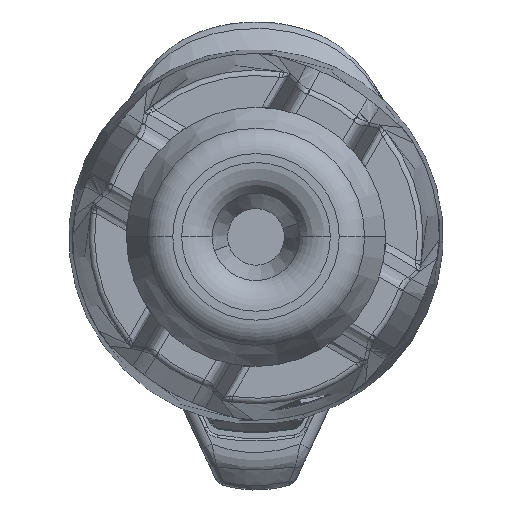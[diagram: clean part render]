
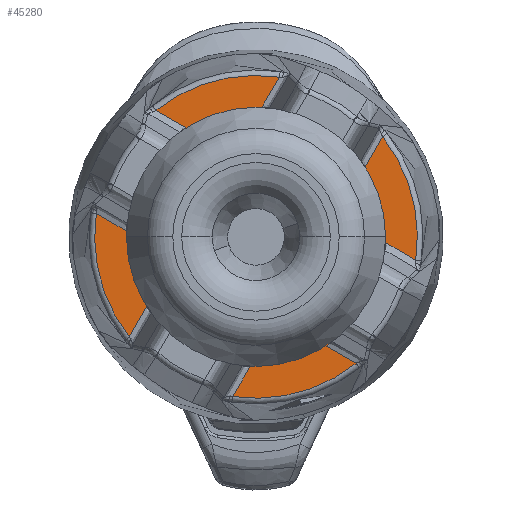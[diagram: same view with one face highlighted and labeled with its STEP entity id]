
A CAD part, front view. The second image highlights one B-rep face of the part: STEP entity #45280.
In plain terms, the highlighted planar face has unit normal (0, -1, 0).
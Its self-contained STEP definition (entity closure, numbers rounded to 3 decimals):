
#5102=CARTESIAN_POINT('',(0.,-7.3,0.));
#5103=DIRECTION('',(0.,1.,0.));
#5104=DIRECTION('',(-0.046,0.,-0.999));
#5105=AXIS2_PLACEMENT_3D('',#5102,#5103,#5104);
#5107=DIRECTION('',(-0.497,0.,-0.867));
#5108=VECTOR('',#5107,2.445);
#5109=CARTESIAN_POINT('',(-7.723,-7.301,
-4.943));
#5110=LINE('',#5109,#5108);
#5111=CARTESIAN_POINT('',(0.,-7.3,0.));
#5112=DIRECTION('',(0.,1.,0.));
#5113=DIRECTION('',(-0.785,0.,-0.62));
#5114=AXIS2_PLACEMENT_3D('',#5111,#5112,#5113);
#5116=DIRECTION('',(0.865,0.,-0.503));
#5117=VECTOR('',#5116,2.445);
#5118=CARTESIAN_POINT('',(-11.274,-7.3,
1.648));
#5119=LINE('',#5118,#5117);
#5120=CARTESIAN_POINT('',(0.,-7.3,0.));
#5121=DIRECTION('',(0.,1.,0.));
#5122=DIRECTION('',(-0.999,0.,0.046));
#5123=AXIS2_PLACEMENT_3D('',#5120,#5121,#5122);
#5125=DIRECTION('',(-0.867,0.,0.497));
#5126=VECTOR('',#5125,2.445);
#5127=CARTESIAN_POINT('',(-4.943,-7.301,
7.723));
#5128=LINE('',#5127,#5126);
#5129=CARTESIAN_POINT('',(0.,-7.3,0.));
#5130=DIRECTION('',(0.,1.,0.));
#5131=DIRECTION('',(-0.62,0.,0.785));
#5132=AXIS2_PLACEMENT_3D('',#5129,#5130,#5131);
#5134=DIRECTION('',(-0.503,0.,-0.865));
#5135=VECTOR('',#5134,2.445);
#5136=CARTESIAN_POINT('',(1.648,-7.3,11.274));
#5137=LINE('',#5136,#5135);
#5138=CARTESIAN_POINT('',(0.,-7.3,0.));
#5139=DIRECTION('',(0.,1.,0.));
#5140=DIRECTION('',(0.046,0.,0.999));
#5141=AXIS2_PLACEMENT_3D('',#5138,#5139,#5140);
#5143=CARTESIAN_POINT('',(7.698,-7.3,4.981));
#5144=CARTESIAN_POINT('',(7.702,-7.3,4.975));
#5145=CARTESIAN_POINT('',(7.705,-7.3,4.971));
#5146=CARTESIAN_POINT('',(7.714,-7.3,4.956));
#5147=CARTESIAN_POINT('',(7.72,-7.301,4.948));
#5148=CARTESIAN_POINT('',(7.722,-7.301,4.943));
#5150=DIRECTION('',(0.498,0.,0.867));
#5151=VECTOR('',#5150,2.445);
#5152=CARTESIAN_POINT('',(7.722,-7.301,4.943));
#5153=LINE('',#5152,#5151);
#5154=CARTESIAN_POINT('',(0.,-7.3,0.));
#5155=DIRECTION('',(0.,1.,0.));
#5156=DIRECTION('',(0.785,0.,0.62));
#5157=AXIS2_PLACEMENT_3D('',#5154,#5155,#5156);
#5159=DIRECTION('',(-0.865,0.,0.503));
#5160=VECTOR('',#5159,2.445);
#5161=CARTESIAN_POINT('',(11.274,-7.3,
-1.648));
#5162=LINE('',#5161,#5160);
#5163=CARTESIAN_POINT('',(0.,-7.3,0.));
#5164=DIRECTION('',(0.,1.,0.));
#5165=DIRECTION('',(0.999,0.,-0.046));
#5166=AXIS2_PLACEMENT_3D('',#5163,#5164,#5165);
#5168=DIRECTION('',(0.867,0.,-0.497));
#5169=VECTOR('',#5168,2.445);
#5170=CARTESIAN_POINT('',(4.943,-7.301,
-7.723));
#5171=LINE('',#5170,#5169);
#5172=CARTESIAN_POINT('',(0.,-7.3,0.));
#5173=DIRECTION('',(0.,1.,0.));
#5174=DIRECTION('',(0.62,0.,-0.785));
#5175=AXIS2_PLACEMENT_3D('',#5172,#5173,#5174);
#5177=DIRECTION('',(0.503,0.,0.865));
#5178=VECTOR('',#5177,2.445);
#5179=CARTESIAN_POINT('',(-1.648,-7.3,
-11.274));
#5180=LINE('',#5179,#5178);
#5181=CARTESIAN_POINT('',(0.,-7.3,0.));
#5182=DIRECTION('',(0.,-1.,0.));
#5183=DIRECTION('',(-1.,0.,0.));
#5184=AXIS2_PLACEMENT_3D('',#5181,#5182,#5183);
#5186=CARTESIAN_POINT('',(0.,-7.3,0.));
#5187=DIRECTION('',(0.,-1.,0.));
#5188=DIRECTION('',(1.,0.,0.));
#5189=AXIS2_PLACEMENT_3D('',#5186,#5187,#5188);
#34188=CARTESIAN_POINT('',(-7.723,-7.301,
-4.943));
#34189=CARTESIAN_POINT('',(-8.939,-7.3,
-7.064));
#34190=VERTEX_POINT('',#34188);
#34191=VERTEX_POINT('',#34189);
#34192=CARTESIAN_POINT('',(-0.421,-7.3,-9.159));
#34193=VERTEX_POINT('',#34192);
#34194=CARTESIAN_POINT('',(-11.274,-7.3,1.648));
#34195=VERTEX_POINT('',#34194);
#34196=CARTESIAN_POINT('',(-9.16,-7.301,
0.419));
#34197=VERTEX_POINT('',#34196);
#34198=CARTESIAN_POINT('',(-4.945,-7.3,7.722));
#34199=VERTEX_POINT('',#34198);
#34200=CARTESIAN_POINT('',(-7.064,-7.3,
8.939));
#34201=VERTEX_POINT('',#34200);
#34202=CARTESIAN_POINT('',(1.648,-7.3,11.274));
#34203=VERTEX_POINT('',#34202);
#34204=CARTESIAN_POINT('',(0.419,-7.301,
9.16));
#34205=VERTEX_POINT('',#34204);
#34206=CARTESIAN_POINT('',(7.695,-7.3,4.985));
#34207=VERTEX_POINT('',#34206);
#34208=VERTEX_POINT('',#5148);
#34209=CARTESIAN_POINT('',(8.939,-7.3,
7.064));
#34210=VERTEX_POINT('',#34209);
#34211=CARTESIAN_POINT('',(11.274,-7.3,-1.648));
#34212=VERTEX_POINT('',#34211);
#34213=CARTESIAN_POINT('',(9.16,-7.301,
-0.419));
#34214=VERTEX_POINT('',#34213);
#34215=CARTESIAN_POINT('',(4.945,-7.3,-7.722));
#34216=VERTEX_POINT('',#34215);
#34217=CARTESIAN_POINT('',(7.064,-7.3,
-8.939));
#34218=VERTEX_POINT('',#34217);
#34219=CARTESIAN_POINT('',(-1.648,-7.3,-11.274));
#34220=VERTEX_POINT('',#34219);
#34221=CARTESIAN_POINT('',(-9.077,-7.3,0.));
#34222=CARTESIAN_POINT('',(9.077,-7.3,0.));
#34223=VERTEX_POINT('',#34221);
#34224=VERTEX_POINT('',#34222);
#45234=CARTESIAN_POINT('',(-19.747,-7.3,-5.291));
#45235=DIRECTION('',(0.,1.,0.));
#45236=DIRECTION('',(0.966,0.,0.259));
#45237=AXIS2_PLACEMENT_3D('',#45234,#45235,#45236);
#45238=PLANE('',#45237);
#45240=ORIENTED_EDGE('',*,*,#45239,.T.);
#45241=ORIENTED_EDGE('',*,*,#45216,.T.);
#45243=ORIENTED_EDGE('',*,*,#45242,.T.);
#45245=ORIENTED_EDGE('',*,*,#45244,.T.);
#45247=ORIENTED_EDGE('',*,*,#45246,.T.);
#45249=ORIENTED_EDGE('',*,*,#45248,.T.);
#45251=ORIENTED_EDGE('',*,*,#45250,.T.);
#45253=ORIENTED_EDGE('',*,*,#45252,.T.);
#45255=ORIENTED_EDGE('',*,*,#45254,.T.);
#45257=ORIENTED_EDGE('',*,*,#45256,.T.);
#45259=ORIENTED_EDGE('',*,*,#45258,.T.);
#45261=ORIENTED_EDGE('',*,*,#45260,.T.);
#45263=ORIENTED_EDGE('',*,*,#45262,.T.);
#45265=ORIENTED_EDGE('',*,*,#45264,.T.);
#45267=ORIENTED_EDGE('',*,*,#45266,.T.);
#45269=ORIENTED_EDGE('',*,*,#45268,.T.);
#45271=ORIENTED_EDGE('',*,*,#45270,.T.);
#45272=EDGE_LOOP('',(#45240,#45241,#45243,#45245,#45247,#45249,#45251,#45253,
#45255,#45257,#45259,#45261,#45263,#45265,#45267,#45269,#45271));
#45273=FACE_OUTER_BOUND('',#45272,.F.);
#45275=ORIENTED_EDGE('',*,*,#45274,.T.);
#45277=ORIENTED_EDGE('',*,*,#45276,.T.);
#45278=EDGE_LOOP('',(#45275,#45277));
#45279=FACE_BOUND('',#45278,.F.);
#5106=CIRCLE('',#5105,9.169);
#5115=CIRCLE('',#5114,11.393);
#5124=CIRCLE('',#5123,9.169);
#5133=CIRCLE('',#5132,11.393);
#5142=CIRCLE('',#5141,9.169);
#5149=B_SPLINE_CURVE_WITH_KNOTS('',3,(#5143,#5144,#5145,#5146,#5147,#5148),
.UNSPECIFIED.,.F.,.F.,(4,1,1,4),(0.,0.333,0.667,1.),
.UNSPECIFIED.);
#5158=CIRCLE('',#5157,11.393);
#5167=CIRCLE('',#5166,9.169);
#5176=CIRCLE('',#5175,11.393);
#5185=CIRCLE('',#5184,9.077);
#5190=CIRCLE('',#5189,9.077);
#45216=EDGE_CURVE('',#34190,#34191,#5110,.T.);
#45239=EDGE_CURVE('',#34193,#34190,#5106,.T.);
#45242=EDGE_CURVE('',#34191,#34195,#5115,.T.);
#45244=EDGE_CURVE('',#34195,#34197,#5119,.T.);
#45246=EDGE_CURVE('',#34197,#34199,#5124,.T.);
#45248=EDGE_CURVE('',#34199,#34201,#5128,.T.);
#45250=EDGE_CURVE('',#34201,#34203,#5133,.T.);
#45252=EDGE_CURVE('',#34203,#34205,#5137,.T.);
#45254=EDGE_CURVE('',#34205,#34207,#5142,.T.);
#45256=EDGE_CURVE('',#34207,#34208,#5149,.T.);
#45258=EDGE_CURVE('',#34208,#34210,#5153,.T.);
#45260=EDGE_CURVE('',#34210,#34212,#5158,.T.);
#45262=EDGE_CURVE('',#34212,#34214,#5162,.T.);
#45264=EDGE_CURVE('',#34214,#34216,#5167,.T.);
#45266=EDGE_CURVE('',#34216,#34218,#5171,.T.);
#45268=EDGE_CURVE('',#34218,#34220,#5176,.T.);
#45270=EDGE_CURVE('',#34220,#34193,#5180,.T.);
#45274=EDGE_CURVE('',#34223,#34224,#5185,.T.);
#45276=EDGE_CURVE('',#34224,#34223,#5190,.T.);
#45280=ADVANCED_FACE('',(#45273,#45279),#45238,.F.);
